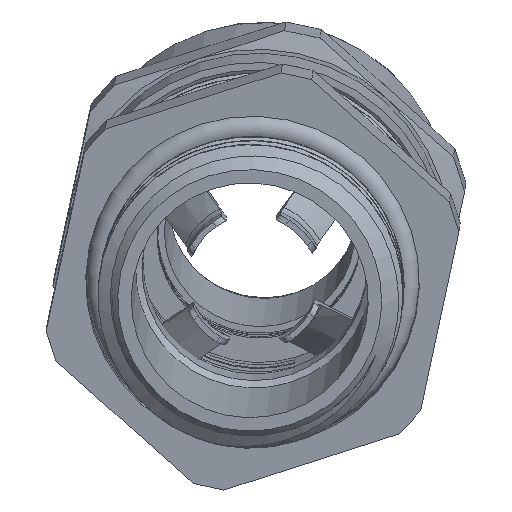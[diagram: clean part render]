
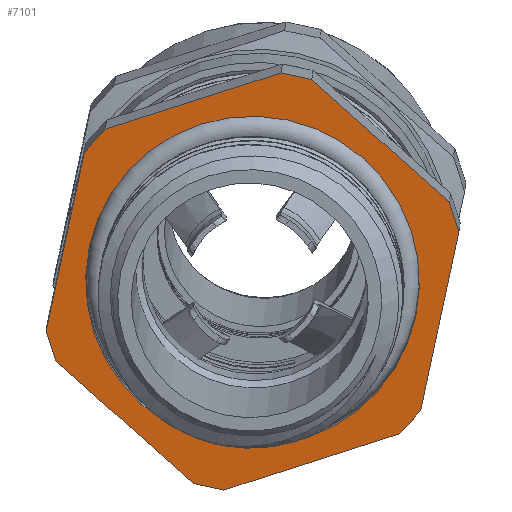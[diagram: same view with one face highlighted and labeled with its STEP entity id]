
A CAD part, top view. The second image highlights one B-rep face of the part: STEP entity #7101.
In plain terms, the highlighted face is planar.
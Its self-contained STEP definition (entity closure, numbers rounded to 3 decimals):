
#583=LINE('',#15165,#1022);
#585=LINE('',#15175,#1024);
#587=LINE('',#15183,#1026);
#589=LINE('',#15193,#1028);
#591=LINE('',#15201,#1030);
#593=LINE('',#15211,#1032);
#596=LINE('',#15226,#1035);
#599=LINE('',#15241,#1038);
#601=LINE('',#15253,#1040);
#603=LINE('',#15257,#1042);
#604=LINE('',#15260,#1043);
#605=LINE('',#15263,#1044);
#1022=VECTOR('',#9813,10.);
#1024=VECTOR('',#9819,10.);
#1026=VECTOR('',#9823,10.);
#1028=VECTOR('',#9829,10.);
#1030=VECTOR('',#9833,10.);
#1032=VECTOR('',#9839,10.);
#1035=VECTOR('',#9844,10.);
#1038=VECTOR('',#9849,10.);
#1040=VECTOR('',#9853,10.);
#1042=VECTOR('',#9859,10.);
#1043=VECTOR('',#9864,10.);
#1044=VECTOR('',#9869,10.);
#1458=PLANE('',#7952);
#1528=FACE_BOUND('',#2353,.T.);
#1900=FACE_OUTER_BOUND('',#2352,.T.);
#2352=EDGE_LOOP('',(#6448,#6449,#6450,#6451,#6452,#6453,#6454,#6455,#6456,
#6457,#6458,#6459));
#2353=EDGE_LOOP('',(#6460));
#2736=CIRCLE('',#7941,8.716);
#3398=VERTEX_POINT('',#15162);
#3399=VERTEX_POINT('',#15164);
#3402=VERTEX_POINT('',#15174);
#3404=VERTEX_POINT('',#15182);
#3407=VERTEX_POINT('',#15192);
#3409=VERTEX_POINT('',#15200);
#3412=VERTEX_POINT('',#15210);
#3416=VERTEX_POINT('',#15223);
#3417=VERTEX_POINT('',#15225);
#3421=VERTEX_POINT('',#15238);
#3422=VERTEX_POINT('',#15240);
#3425=VERTEX_POINT('',#15252);
#3428=VERTEX_POINT('',#15283);
#4399=EDGE_CURVE('',#3399,#3398,#583,.T.);
#4403=EDGE_CURVE('',#3402,#3399,#585,.T.);
#4406=EDGE_CURVE('',#3404,#3402,#587,.T.);
#4410=EDGE_CURVE('',#3407,#3404,#589,.T.);
#4413=EDGE_CURVE('',#3409,#3407,#591,.T.);
#4417=EDGE_CURVE('',#3412,#3409,#593,.T.);
#4422=EDGE_CURVE('',#3417,#3416,#596,.T.);
#4427=EDGE_CURVE('',#3422,#3421,#599,.T.);
#4431=EDGE_CURVE('',#3425,#3412,#601,.T.);
#4434=EDGE_CURVE('',#3421,#3425,#603,.T.);
#4436=EDGE_CURVE('',#3416,#3422,#604,.T.);
#4438=EDGE_CURVE('',#3398,#3417,#605,.T.);
#4447=EDGE_CURVE('',#3428,#3428,#2736,.T.);
#6448=ORIENTED_EDGE('',*,*,#4417,.T.);
#6449=ORIENTED_EDGE('',*,*,#4413,.T.);
#6450=ORIENTED_EDGE('',*,*,#4410,.T.);
#6451=ORIENTED_EDGE('',*,*,#4406,.T.);
#6452=ORIENTED_EDGE('',*,*,#4403,.T.);
#6453=ORIENTED_EDGE('',*,*,#4399,.T.);
#6454=ORIENTED_EDGE('',*,*,#4438,.T.);
#6455=ORIENTED_EDGE('',*,*,#4422,.T.);
#6456=ORIENTED_EDGE('',*,*,#4436,.T.);
#6457=ORIENTED_EDGE('',*,*,#4427,.T.);
#6458=ORIENTED_EDGE('',*,*,#4434,.T.);
#6459=ORIENTED_EDGE('',*,*,#4431,.T.);
#6460=ORIENTED_EDGE('',*,*,#4447,.F.);
#7101=ADVANCED_FACE('',(#1900,#1528),#1458,.T.);
#7941=AXIS2_PLACEMENT_3D('',#15284,#9904,#9905);
#7952=AXIS2_PLACEMENT_3D('',#15298,#9926,#9927);
#9813=DIRECTION('',(0.,0.5,-0.866));
#9819=DIRECTION('',(0.,0.,-1.));
#9823=DIRECTION('',(0.,-0.5,-0.866));
#9829=DIRECTION('',(0.,-0.866,-0.5));
#9833=DIRECTION('',(0.,-1.,0.));
#9839=DIRECTION('',(0.,-0.866,0.5));
#9844=DIRECTION('',(0.,1.,0.));
#9849=DIRECTION('',(0.,0.5,0.866));
#9853=DIRECTION('',(0.,-0.5,0.866));
#9859=DIRECTION('',(0.,0.,1.));
#9864=DIRECTION('',(0.,0.866,0.5));
#9869=DIRECTION('',(0.,0.866,-0.5));
#9904=DIRECTION('center_axis',(1.,0.,0.));
#9905=DIRECTION('ref_axis',(0.,0.,-1.));
#9926=DIRECTION('center_axis',(1.,0.,0.));
#9927=DIRECTION('ref_axis',(0.,0.,-1.));
#15162=CARTESIAN_POINT('',(-7.,-6.246,-9.182));
#15164=CARTESIAN_POINT('',(-7.,-11.075,-0.818));
#15165=CARTESIAN_POINT('',(-7.,-8.778,-4.796));
#15174=CARTESIAN_POINT('',(-7.,-11.075,0.818));
#15175=CARTESIAN_POINT('',(-7.,-11.075,0.409));
#15182=CARTESIAN_POINT('',(-7.,-6.246,9.182));
#15183=CARTESIAN_POINT('',(-7.,-6.363,8.978));
#15192=CARTESIAN_POINT('',(-7.,-4.829,10.));
#15193=CARTESIAN_POINT('',(-7.,-1.915,11.683));
#15200=CARTESIAN_POINT('',(-7.,4.829,10.));
#15201=CARTESIAN_POINT('',(-7.,6.773,10.));
#15210=CARTESIAN_POINT('',(-7.,6.246,9.182));
#15211=CARTESIAN_POINT('',(-7.,9.16,7.5));
#15223=CARTESIAN_POINT('',(-7.,4.829,-10.));
#15225=CARTESIAN_POINT('',(-7.,-4.829,-10.));
#15226=CARTESIAN_POINT('',(-7.,1.943,-10.));
#15238=CARTESIAN_POINT('',(-7.,11.075,-0.818));
#15240=CARTESIAN_POINT('',(-7.,6.246,-9.182));
#15241=CARTESIAN_POINT('',(-7.,8.542,-5.204));
#15252=CARTESIAN_POINT('',(-7.,11.075,0.818));
#15253=CARTESIAN_POINT('',(-7.,10.957,1.022));
#15257=CARTESIAN_POINT('',(-7.,11.075,-0.409));
#15260=CARTESIAN_POINT('',(-7.,8.452,-7.908));
#15263=CARTESIAN_POINT('',(-7.,-2.623,-11.274));
#15283=CARTESIAN_POINT('',(-7.,8.716,0.));
#15284=CARTESIAN_POINT('Origin',(-7.,0.,0.));
#15298=CARTESIAN_POINT('Origin',(-7.,8.716,0.));
